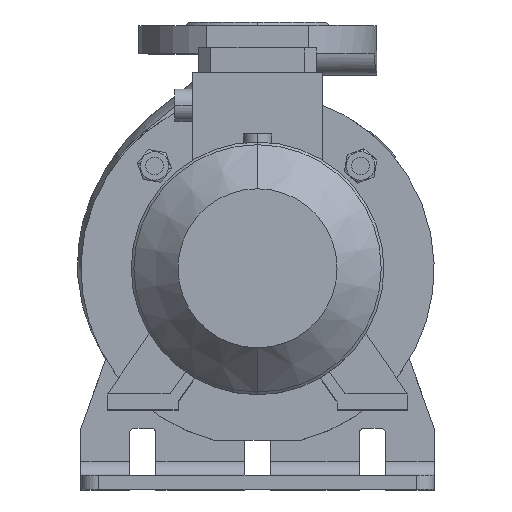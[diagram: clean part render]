
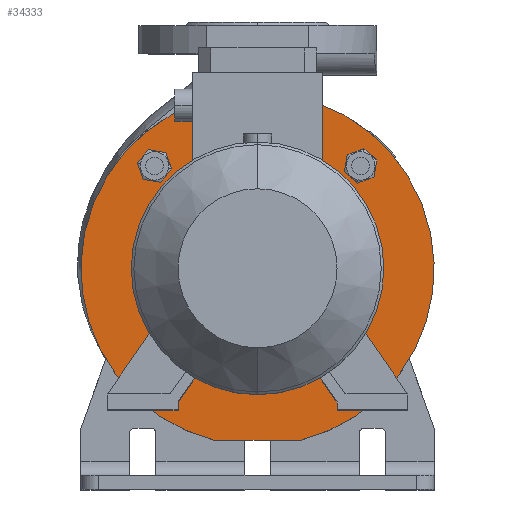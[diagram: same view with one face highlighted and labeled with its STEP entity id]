
A CAD part, top view. The second image highlights one B-rep face of the part: STEP entity #34333.
In plain terms, the highlighted planar face has unit normal (0, 0, 1).
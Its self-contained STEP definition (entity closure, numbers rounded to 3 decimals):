
#273 = CARTESIAN_POINT ( 'NONE',  ( 0., 0., 142. ) ) ;
#378 = CIRCLE ( 'NONE', #39219, 70. ) ;
#580 = AXIS2_PLACEMENT_3D ( 'NONE', #1792, #21573, #5623 ) ;
#1101 = AXIS2_PLACEMENT_3D ( 'NONE', #48911, #10030, #29266 ) ;
#1792 = CARTESIAN_POINT ( 'NONE',  ( 58.336, 58.336, 142. ) ) ;
#1882 = CIRCLE ( 'NONE', #22188, 8.075 ) ;
#2190 = CARTESIAN_POINT ( 'NONE',  ( 24.31, -97., 142. ) ) ;
#3083 = CIRCLE ( 'NONE', #35649, 8.075 ) ;
#3364 = CARTESIAN_POINT ( 'NONE',  ( -58.336, 58.336, 142. ) ) ;
#3462 = ORIENTED_EDGE ( 'NONE', *, *, #5631, .F. ) ;
#3685 = EDGE_CURVE ( 'NONE', #6808, #14059, #35276, .T. ) ;
#4051 = EDGE_CURVE ( 'NONE', #4120, #48299, #11197, .T. ) ;
#4120 = VERTEX_POINT ( 'NONE', #13833 ) ;
#4509 = FACE_OUTER_BOUND ( 'NONE', #45970, .T. ) ;
#4652 = DIRECTION ( 'NONE',  ( 0., 1., 0. ) ) ;
#5190 = DIRECTION ( 'NONE',  ( 0., 0., 1. ) ) ;
#5623 = DIRECTION ( 'NONE',  ( 0., -1., 0. ) ) ;
#5631 = EDGE_CURVE ( 'NONE', #48299, #4120, #3083, .T. ) ;
#6710 = DIRECTION ( 'NONE',  ( 0., 0., 1. ) ) ;
#6808 = VERTEX_POINT ( 'NONE', #20389 ) ;
#7016 = VERTEX_POINT ( 'NONE', #26030 ) ;
#7308 = DIRECTION ( 'NONE',  ( 0., 0., -1. ) ) ;
#9072 = EDGE_CURVE ( 'NONE', #7016, #21158, #48648, .T. ) ;
#10030 = DIRECTION ( 'NONE',  ( 0., 0., 1. ) ) ;
#11041 = EDGE_CURVE ( 'NONE', #16404, #39351, #11222, .T. ) ;
#11128 = AXIS2_PLACEMENT_3D ( 'NONE', #29751, #40887, #21742 ) ;
#11197 = CIRCLE ( 'NONE', #46863, 8.075 ) ;
#11222 = CIRCLE ( 'NONE', #41488, 70. ) ;
#12100 = DIRECTION ( 'NONE',  ( 0., 0., -1. ) ) ;
#13019 = ORIENTED_EDGE ( 'NONE', *, *, #4051, .F. ) ;
#13488 = DIRECTION ( 'NONE',  ( 0., 0., 1. ) ) ;
#13833 = CARTESIAN_POINT ( 'NONE',  ( -66.289, 59.739, 142. ) ) ;
#14030 = ORIENTED_EDGE ( 'NONE', *, *, #39691, .T. ) ;
#14059 = VERTEX_POINT ( 'NONE', #14944 ) ;
#14724 = FACE_BOUND ( 'NONE', #20274, .T. ) ;
#14944 = CARTESIAN_POINT ( 'NONE',  ( 56.934, 50.384, 142. ) ) ;
#15331 = AXIS2_PLACEMENT_3D ( 'NONE', #43425, #20442, #35519 ) ;
#15384 = EDGE_CURVE ( 'NONE', #39351, #16404, #378, .T. ) ;
#15596 = ORIENTED_EDGE ( 'NONE', *, *, #21226, .F. ) ;
#16263 = VECTOR ( 'NONE', #39280, 1000. ) ;
#16293 = DIRECTION ( 'NONE',  ( 0., 1., 0. ) ) ;
#16404 = VERTEX_POINT ( 'NONE', #20373 ) ;
#16430 = DIRECTION ( 'NONE',  ( 0., 1., 0. ) ) ;
#17835 = DIRECTION ( 'NONE',  ( 0., -1., 0. ) ) ;
#18003 = EDGE_LOOP ( 'NONE', ( #34461, #20175 ) ) ;
#18863 = AXIS2_PLACEMENT_3D ( 'NONE', #39254, #12100, #16293 ) ;
#20175 = ORIENTED_EDGE ( 'NONE', *, *, #11041, .T. ) ;
#20274 = EDGE_LOOP ( 'NONE', ( #15596, #45671 ) ) ;
#20356 = CIRCLE ( 'NONE', #45056, 100. ) ;
#20373 = CARTESIAN_POINT ( 'NONE',  ( 0., -70., 142. ) ) ;
#20389 = CARTESIAN_POINT ( 'NONE',  ( 59.739, 66.289, 142. ) ) ;
#20442 = DIRECTION ( 'NONE',  ( 0., 0., 1. ) ) ;
#20723 = FACE_BOUND ( 'NONE', #43131, .T. ) ;
#21158 = VERTEX_POINT ( 'NONE', #35995 ) ;
#21226 = EDGE_CURVE ( 'NONE', #14059, #6808, #24930, .T. ) ;
#21573 = DIRECTION ( 'NONE',  ( 0., 0., 1. ) ) ;
#21742 = DIRECTION ( 'NONE',  ( 0., -1., 0. ) ) ;
#22188 = AXIS2_PLACEMENT_3D ( 'NONE', #28162, #5190, #28318 ) ;
#22303 = DIRECTION ( 'NONE',  ( 0., -1., 0. ) ) ;
#22393 = DIRECTION ( 'NONE',  ( 0., -1., 0. ) ) ;
#23182 = PLANE ( 'NONE',  #33477 ) ;
#24523 = VERTEX_POINT ( 'NONE', #43842 ) ;
#24784 = EDGE_CURVE ( 'NONE', #21158, #7016, #29943, .T. ) ;
#24930 = CIRCLE ( 'NONE', #580, 8.075 ) ;
#26030 = CARTESIAN_POINT ( 'NONE',  ( 50.384, -56.934, 142. ) ) ;
#26578 = CARTESIAN_POINT ( 'NONE',  ( 58.336, 58.336, 142. ) ) ;
#27284 = FACE_BOUND ( 'NONE', #35762, .T. ) ;
#27651 = ORIENTED_EDGE ( 'NONE', *, *, #47564, .F. ) ;
#28162 = CARTESIAN_POINT ( 'NONE',  ( -58.336, -58.336, 142. ) ) ;
#28318 = DIRECTION ( 'NONE',  ( 0., -1., 0. ) ) ;
#28673 = CARTESIAN_POINT ( 'NONE',  ( -50.384, 56.934, 142. ) ) ;
#29266 = DIRECTION ( 'NONE',  ( 0., -1., 0. ) ) ;
#29751 = CARTESIAN_POINT ( 'NONE',  ( 58.336, -58.336, 142. ) ) ;
#29868 = VERTEX_POINT ( 'NONE', #43092 ) ;
#29943 = CIRCLE ( 'NONE', #15331, 8.075 ) ;
#30021 = EDGE_CURVE ( 'NONE', #24523, #48195, #37271, .T. ) ;
#30095 = DIRECTION ( 'NONE',  ( 0., 0., 1. ) ) ;
#30256 = CARTESIAN_POINT ( 'NONE',  ( 0., 0., 142. ) ) ;
#30583 = DIRECTION ( 'NONE',  ( 0., -1., 0. ) ) ;
#31028 = AXIS2_PLACEMENT_3D ( 'NONE', #26578, #30095, #22393 ) ;
#31621 = CARTESIAN_POINT ( 'NONE',  ( 0., 0., 142. ) ) ;
#32364 = CIRCLE ( 'NONE', #18863, 100. ) ;
#33477 = AXIS2_PLACEMENT_3D ( 'NONE', #45833, #46343, #30583 ) ;
#33538 = ORIENTED_EDGE ( 'NONE', *, *, #45309, .F. ) ;
#34333 = ADVANCED_FACE ( 'NONE', ( #37493, #27284, #20723, #14724, #4509, #40512 ), #23182, .T. ) ;
#34461 = ORIENTED_EDGE ( 'NONE', *, *, #15384, .T. ) ;
#34562 = VERTEX_POINT ( 'NONE', #2190 ) ;
#34804 = DIRECTION ( 'NONE',  ( 0., 1., 0. ) ) ;
#35167 = DIRECTION ( 'NONE',  ( 0., 0., -1. ) ) ;
#35276 = CIRCLE ( 'NONE', #31028, 8.075 ) ;
#35519 = DIRECTION ( 'NONE',  ( 0., -1., 0. ) ) ;
#35649 = AXIS2_PLACEMENT_3D ( 'NONE', #3364, #6710, #22303 ) ;
#35762 = EDGE_LOOP ( 'NONE', ( #38229, #46718 ) ) ;
#35995 = CARTESIAN_POINT ( 'NONE',  ( 66.289, -59.739, 142. ) ) ;
#37271 = CIRCLE ( 'NONE', #1101, 8.075 ) ;
#37493 = FACE_BOUND ( 'NONE', #44769, .T. ) ;
#37505 = VERTEX_POINT ( 'NONE', #46333 ) ;
#38229 = ORIENTED_EDGE ( 'NONE', *, *, #9072, .F. ) ;
#38805 = CARTESIAN_POINT ( 'NONE',  ( -56.934, -50.384, 142. ) ) ;
#39175 = CARTESIAN_POINT ( 'NONE',  ( 0., 70., 142. ) ) ;
#39219 = AXIS2_PLACEMENT_3D ( 'NONE', #30256, #7308, #34804 ) ;
#39254 = CARTESIAN_POINT ( 'NONE',  ( 0., 0., 142. ) ) ;
#39280 = DIRECTION ( 'NONE',  ( 1., 0., 0. ) ) ;
#39351 = VERTEX_POINT ( 'NONE', #39175 ) ;
#39370 = DIRECTION ( 'NONE',  ( 0., 0., -1. ) ) ;
#39691 = EDGE_CURVE ( 'NONE', #29868, #34562, #42687, .T. ) ;
#40512 = FACE_BOUND ( 'NONE', #18003, .T. ) ;
#40887 = DIRECTION ( 'NONE',  ( 0., 0., 1. ) ) ;
#41488 = AXIS2_PLACEMENT_3D ( 'NONE', #273, #35167, #4652 ) ;
#42687 = LINE ( 'NONE', #42804, #16263 ) ;
#42804 = CARTESIAN_POINT ( 'NONE',  ( -100., -97., 142. ) ) ;
#43092 = CARTESIAN_POINT ( 'NONE',  ( -24.31, -97., 142. ) ) ;
#43128 = ORIENTED_EDGE ( 'NONE', *, *, #44749, .F. ) ;
#43131 = EDGE_LOOP ( 'NONE', ( #43128, #48611 ) ) ;
#43425 = CARTESIAN_POINT ( 'NONE',  ( 58.336, -58.336, 142. ) ) ;
#43842 = CARTESIAN_POINT ( 'NONE',  ( -59.739, -66.289, 142. ) ) ;
#44017 = CARTESIAN_POINT ( 'NONE',  ( -58.336, 58.336, 142. ) ) ;
#44749 = EDGE_CURVE ( 'NONE', #48195, #24523, #1882, .T. ) ;
#44769 = EDGE_LOOP ( 'NONE', ( #3462, #13019 ) ) ;
#45056 = AXIS2_PLACEMENT_3D ( 'NONE', #31621, #39370, #16430 ) ;
#45309 = EDGE_CURVE ( 'NONE', #37505, #34562, #20356, .T. ) ;
#45671 = ORIENTED_EDGE ( 'NONE', *, *, #3685, .F. ) ;
#45833 = CARTESIAN_POINT ( 'NONE',  ( 0., 100., 142. ) ) ;
#45970 = EDGE_LOOP ( 'NONE', ( #14030, #33538, #27651 ) ) ;
#46333 = CARTESIAN_POINT ( 'NONE',  ( 0., 100., 142. ) ) ;
#46343 = DIRECTION ( 'NONE',  ( 0., 0., 1. ) ) ;
#46718 = ORIENTED_EDGE ( 'NONE', *, *, #24784, .F. ) ;
#46863 = AXIS2_PLACEMENT_3D ( 'NONE', #44017, #13488, #17835 ) ;
#47564 = EDGE_CURVE ( 'NONE', #29868, #37505, #32364, .T. ) ;
#48195 = VERTEX_POINT ( 'NONE', #38805 ) ;
#48299 = VERTEX_POINT ( 'NONE', #28673 ) ;
#48611 = ORIENTED_EDGE ( 'NONE', *, *, #30021, .F. ) ;
#48648 = CIRCLE ( 'NONE', #11128, 8.075 ) ;
#48911 = CARTESIAN_POINT ( 'NONE',  ( -58.336, -58.336, 142. ) ) ;
